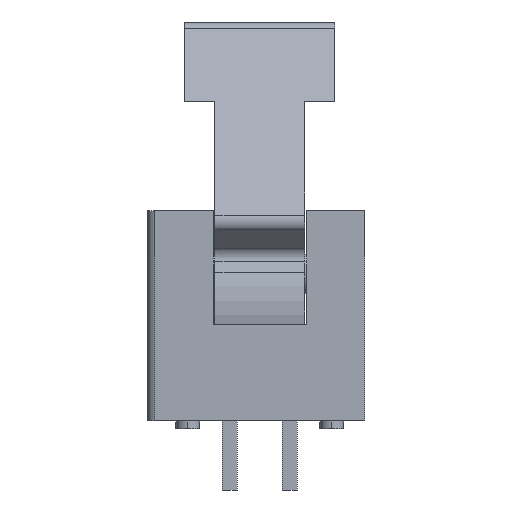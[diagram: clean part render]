
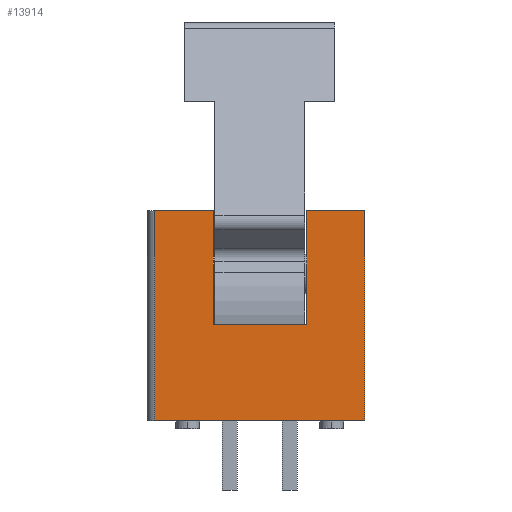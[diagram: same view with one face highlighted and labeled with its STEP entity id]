
A CAD part, left-side view. The second image highlights one B-rep face of the part: STEP entity #13914.
In plain terms, the highlighted planar face has unit normal (-1, 0, 0).
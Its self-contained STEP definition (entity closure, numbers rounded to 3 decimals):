
#12571=CARTESIAN_POINT('',(-34.925,-4.445,0.33));
#12572=VERTEX_POINT('',#12571);
#12579=CARTESIAN_POINT('',(-34.925,4.445,0.33));
#12580=VERTEX_POINT('',#12579);
#12581=CARTESIAN_POINT('',(-34.925,4.445,0.33));
#12582=DIRECTION('',(0.0,-1.0,0.0));
#12583=VECTOR('',#12582,8.89);
#12584=LINE('',#12581,#12583);
#12585=EDGE_CURVE('',#12580,#12572,#12584,.T.);
#12898=CARTESIAN_POINT('',(-34.925,4.445,9.22));
#12899=VERTEX_POINT('',#12898);
#12906=CARTESIAN_POINT('',(-34.925,1.981,9.22));
#12907=VERTEX_POINT('',#12906);
#12908=CARTESIAN_POINT('',(-34.925,4.445,9.22));
#12909=DIRECTION('',(0.0,-1.0,0.0));
#12910=VECTOR('',#12909,2.464);
#12911=LINE('',#12908,#12910);
#12912=EDGE_CURVE('',#12899,#12907,#12911,.T.);
#13026=CARTESIAN_POINT('',(-34.925,-1.981,9.22));
#13027=VERTEX_POINT('',#13026);
#13034=CARTESIAN_POINT('',(-34.925,-4.445,9.22));
#13035=VERTEX_POINT('',#13034);
#13036=CARTESIAN_POINT('',(-34.925,-1.981,9.22));
#13037=DIRECTION('',(0.0,-1.0,0.0));
#13038=VECTOR('',#13037,2.464);
#13039=LINE('',#13036,#13038);
#13040=EDGE_CURVE('',#13027,#13035,#13039,.T.);
#13072=CARTESIAN_POINT('',(-34.925,1.981,4.394));
#13073=VERTEX_POINT('',#13072);
#13074=CARTESIAN_POINT('',(-34.925,1.981,9.22));
#13075=DIRECTION('',(0.0,0.0,-1.0));
#13076=VECTOR('',#13075,4.826);
#13077=LINE('',#13074,#13076);
#13078=EDGE_CURVE('',#12907,#13073,#13077,.T.);
#13523=CARTESIAN_POINT('',(-34.925,-4.445,0.33));
#13524=DIRECTION('',(0.0,0.0,1.0));
#13525=VECTOR('',#13524,8.89);
#13526=LINE('',#13523,#13525);
#13527=EDGE_CURVE('',#12572,#13035,#13526,.T.);
#13792=CARTESIAN_POINT('',(-34.925,-1.981,4.394));
#13793=VERTEX_POINT('',#13792);
#13800=CARTESIAN_POINT('',(-34.925,-1.981,9.22));
#13801=DIRECTION('',(0.0,0.0,-1.0));
#13802=VECTOR('',#13801,4.826);
#13803=LINE('',#13800,#13802);
#13804=EDGE_CURVE('',#13027,#13793,#13803,.T.);
#13889=CARTESIAN_POINT('',(-34.925,4.889,-0.114));
#13890=DIRECTION('',(-1.0,0.0,0.0));
#13891=DIRECTION('',(0.0,-1.0,0.0));
#13892=AXIS2_PLACEMENT_3D('',#13889,#13890,#13891);
#13893=PLANE('',#13892);
#13894=ORIENTED_EDGE('',*,*,#12912,.F.);
#13895=CARTESIAN_POINT('',(-34.925,4.445,0.33));
#13896=DIRECTION('',(0.0,0.0,1.0));
#13897=VECTOR('',#13896,8.89);
#13898=LINE('',#13895,#13897);
#13899=EDGE_CURVE('',#12580,#12899,#13898,.T.);
#13900=ORIENTED_EDGE('',*,*,#13899,.F.);
#13901=ORIENTED_EDGE('',*,*,#12585,.T.);
#13902=ORIENTED_EDGE('',*,*,#13527,.T.);
#13903=ORIENTED_EDGE('',*,*,#13040,.F.);
#13904=ORIENTED_EDGE('',*,*,#13804,.T.);
#13905=CARTESIAN_POINT('',(-34.925,1.981,4.394));
#13906=DIRECTION('',(0.0,-1.0,0.0));
#13907=VECTOR('',#13906,3.962);
#13908=LINE('',#13905,#13907);
#13909=EDGE_CURVE('',#13073,#13793,#13908,.T.);
#13910=ORIENTED_EDGE('',*,*,#13909,.F.);
#13911=ORIENTED_EDGE('',*,*,#13078,.F.);
#13912=EDGE_LOOP('',(#13894,#13900,#13901,#13902,#13903,#13904,#13910,#13911));
#13913=FACE_OUTER_BOUND('',#13912,.T.);
#13914=ADVANCED_FACE('',(#13913),#13893,.T.);
